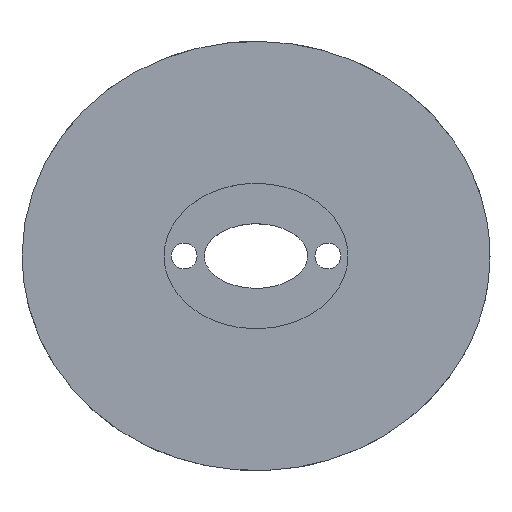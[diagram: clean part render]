
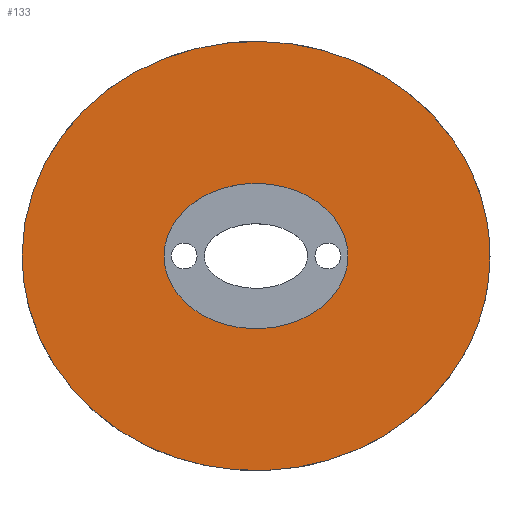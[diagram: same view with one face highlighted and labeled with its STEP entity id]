
A CAD part, top view. The second image highlights one B-rep face of the part: STEP entity #133.
In plain terms, the highlighted planar face has unit normal (0, 0, 1).
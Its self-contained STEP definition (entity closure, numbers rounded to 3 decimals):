
#15=B_SPLINE_CURVE_WITH_KNOTS('',3,(#323,#324,#325,#326,#327,#328,#329,
#330,#331,#332,#333,#334,#335,#336,#337,#338,#339),.UNSPECIFIED.,.T.,.F.,
(4,1,1,1,1,1,1,1,1,1,1,1,1,1,4),(-3.142,-2.693,-2.244,
-1.646,-1.346,-0.748,-0.449,
-0.15,0.15,0.449,1.047,
1.346,2.244,2.693,3.142),
 .UNSPECIFIED.);
#22=FACE_BOUND('',#53,.T.);
#27=PLANE('',#160);
#29=ELLIPSE('',#155,7.125,5.625);
#41=FACE_OUTER_BOUND('',#52,.T.);
#52=EDGE_LOOP('',(#119));
#53=EDGE_LOOP('',(#120));
#74=VERTEX_POINT('',#225);
#78=VERTEX_POINT('',#322);
#86=EDGE_CURVE('',#74,#74,#29,.T.);
#92=EDGE_CURVE('',#78,#78,#15,.F.);
#119=ORIENTED_EDGE('',*,*,#92,.T.);
#120=ORIENTED_EDGE('',*,*,#86,.T.);
#133=ADVANCED_FACE('',(#41,#22),#27,.T.);
#155=AXIS2_PLACEMENT_3D('',#226,#178,#179);
#160=AXIS2_PLACEMENT_3D('',#362,#190,#191);
#178=DIRECTION('center_axis',(0.,0.,-1.));
#179=DIRECTION('ref_axis',(-1.,0.,0.));
#190=DIRECTION('center_axis',(0.,0.,1.));
#191=DIRECTION('ref_axis',(1.,0.,0.));
#225=CARTESIAN_POINT('',(7.125,0.,4.5));
#226=CARTESIAN_POINT('Origin',(0.,0.,4.5));
#322=CARTESIAN_POINT('',(-18.125,0.,4.5));
#323=CARTESIAN_POINT('Ctrl Pts',(-18.125,0.,4.5));
#324=CARTESIAN_POINT('Ctrl Pts',(-18.125,2.614,4.5));
#325=CARTESIAN_POINT('Ctrl Pts',(-16.742,7.824,4.5));
#326=CARTESIAN_POINT('Ctrl Pts',(-10.711,14.352,4.5));
#327=CARTESIAN_POINT('Ctrl Pts',(-3.058,16.925,4.5));
#328=CARTESIAN_POINT('Ctrl Pts',(5.663,16.359,4.5));
#329=CARTESIAN_POINT('Ctrl Pts',(12.102,13.166,4.5));
#330=CARTESIAN_POINT('Ctrl Pts',(16.429,7.64,4.5));
#331=CARTESIAN_POINT('Ctrl Pts',(18.197,2.653,4.5));
#332=CARTESIAN_POINT('Ctrl Pts',(18.199,-2.65,4.5));
#333=CARTESIAN_POINT('Ctrl Pts',(15.838,-9.323,4.5));
#334=CARTESIAN_POINT('Ctrl Pts',(10.532,-14.208,4.5));
#335=CARTESIAN_POINT('Ctrl Pts',(0.617,-17.609,4.5));
#336=CARTESIAN_POINT('Ctrl Pts',(-9.5,-15.678,4.5));
#337=CARTESIAN_POINT('Ctrl Pts',(-16.743,-7.816,4.5));
#338=CARTESIAN_POINT('Ctrl Pts',(-18.125,-2.614,4.5));
#339=CARTESIAN_POINT('Ctrl Pts',(-18.125,0.,4.5));
#362=CARTESIAN_POINT('Origin',(0.,0.,4.5));
